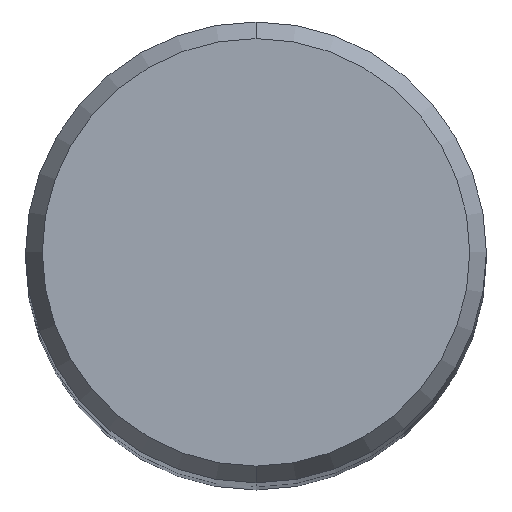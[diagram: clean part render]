
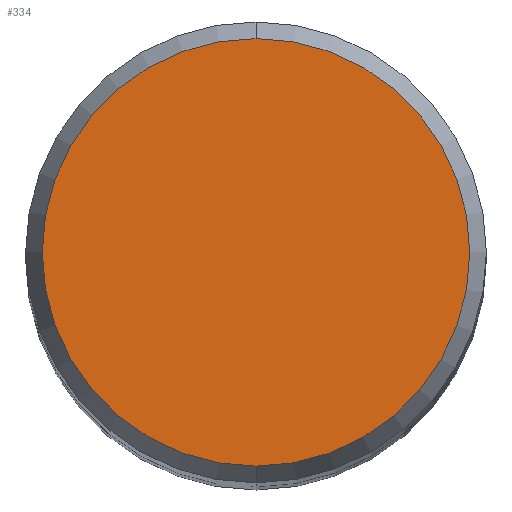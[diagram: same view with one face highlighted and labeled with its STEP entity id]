
A CAD part, top view. The second image highlights one B-rep face of the part: STEP entity #334.
In plain terms, the highlighted planar face has unit normal (0, 0, 1).
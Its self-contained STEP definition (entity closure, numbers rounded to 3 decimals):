
#314=VERTEX_POINT('',#648);
#334=ADVANCED_FACE('',(#670),#671,.T.);
#362=EDGE_CURVE('',#478,#314,#701,.T.);
#434=EDGE_CURVE('',#314,#478,#783,.T.);
#478=VERTEX_POINT('',#828);
#648=CARTESIAN_POINT('',(0.,-5.892,0.0));
#670=FACE_OUTER_BOUND('',#1200,.T.);
#671=PLANE('',#1201);
#701=CIRCLE('',#1239,5.892);
#783=CIRCLE('',#1463,5.892);
#828=CARTESIAN_POINT('',(0.0,5.892,0.0));
#1200=EDGE_LOOP('',(#1746,#1747));
#1201=AXIS2_PLACEMENT_3D('',#1748,#1749,#1750);
#1239=AXIS2_PLACEMENT_3D('',#1778,#1779,#1780);
#1463=AXIS2_PLACEMENT_3D('',#1888,#1889,#1890);
#1746=ORIENTED_EDGE('',*,*,#362,.F.);
#1747=ORIENTED_EDGE('',*,*,#434,.F.);
#1748=CARTESIAN_POINT('',(0.0,2.946,0.0));
#1749=DIRECTION('',(-0.0,0.0,1.0));
#1750=DIRECTION('',(0.0,-1.0,0.0));
#1778=CARTESIAN_POINT('',(0.0,0.0,0.0));
#1779=DIRECTION('',(0.0,0.0,-1.0));
#1780=DIRECTION('',(0.0,1.0,0.0));
#1888=CARTESIAN_POINT('',(0.0,0.0,0.0));
#1889=DIRECTION('',(0.0,0.0,-1.0));
#1890=DIRECTION('',(0.0,1.0,0.0));
